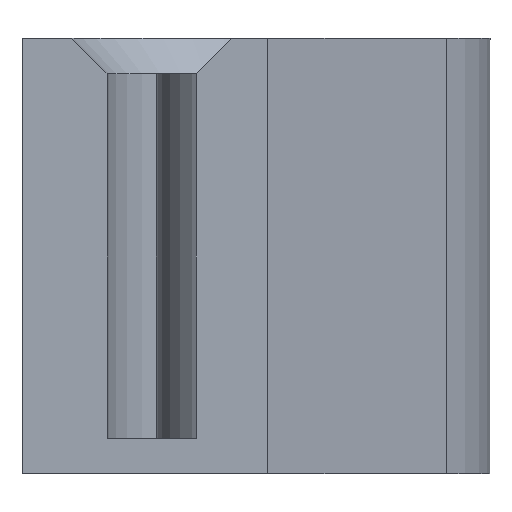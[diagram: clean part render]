
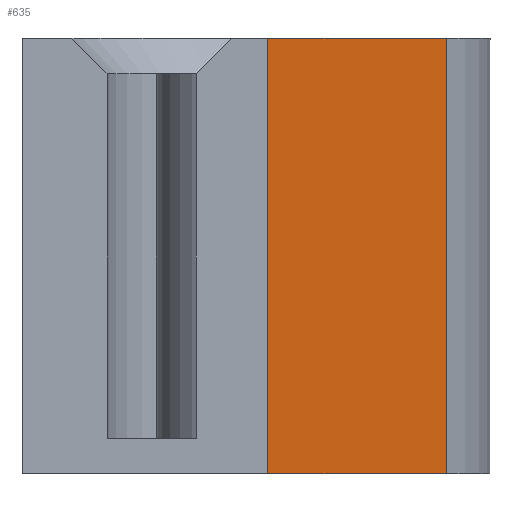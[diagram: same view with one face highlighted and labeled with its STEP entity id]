
A CAD part, left-side view. The second image highlights one B-rep face of the part: STEP entity #635.
In plain terms, the highlighted planar face has unit normal (-0.58, -0.814, 0).
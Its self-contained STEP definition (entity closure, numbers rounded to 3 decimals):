
#37=PLANE('',#711);
#82=FACE_OUTER_BOUND('',#122,.T.);
#122=EDGE_LOOP('',(#582,#583,#584,#585));
#173=LINE('',#1042,#235);
#179=LINE('',#1060,#241);
#184=LINE('',#1078,#246);
#185=LINE('',#1080,#247);
#235=VECTOR('',#848,10.);
#241=VECTOR('',#870,10.);
#246=VECTOR('',#895,10.);
#247=VECTOR('',#898,10.);
#321=VERTEX_POINT('',#1039);
#322=VERTEX_POINT('',#1041);
#326=VERTEX_POINT('',#1059);
#329=VERTEX_POINT('',#1076);
#398=EDGE_CURVE('',#321,#322,#173,.T.);
#407=EDGE_CURVE('',#322,#326,#179,.T.);
#416=EDGE_CURVE('',#329,#326,#184,.T.);
#417=EDGE_CURVE('',#321,#329,#185,.T.);
#582=ORIENTED_EDGE('',*,*,#417,.T.);
#583=ORIENTED_EDGE('',*,*,#416,.T.);
#584=ORIENTED_EDGE('',*,*,#407,.F.);
#585=ORIENTED_EDGE('',*,*,#398,.F.);
#635=ADVANCED_FACE('',(#82),#37,.T.);
#711=AXIS2_PLACEMENT_3D('',#1079,#896,#897);
#848=DIRECTION('',(0.,0.,1.));
#870=DIRECTION('',(0.814,-0.58,0.));
#895=DIRECTION('',(0.,0.,1.));
#896=DIRECTION('center_axis',(-0.58,-0.814,0.));
#897=DIRECTION('ref_axis',(-0.814,0.58,0.));
#898=DIRECTION('',(0.814,-0.58,0.));
#1039=CARTESIAN_POINT('',(-20.5,-46.76,1.));
#1041=CARTESIAN_POINT('',(-20.5,-46.76,13.2));
#1042=CARTESIAN_POINT('',(-20.5,-46.76,12.));
#1059=CARTESIAN_POINT('',(-13.473,-51.767,13.2));
#1060=CARTESIAN_POINT('',(-20.5,-46.76,13.2));
#1076=CARTESIAN_POINT('',(-13.473,-51.767,1.));
#1078=CARTESIAN_POINT('',(-13.473,-51.767,12.));
#1079=CARTESIAN_POINT('Origin',(-13.473,-51.767,12.));
#1080=CARTESIAN_POINT('',(-10.282,-54.041,1.));
